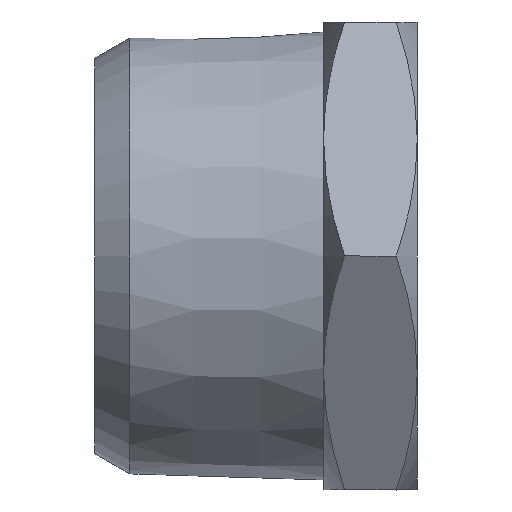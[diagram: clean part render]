
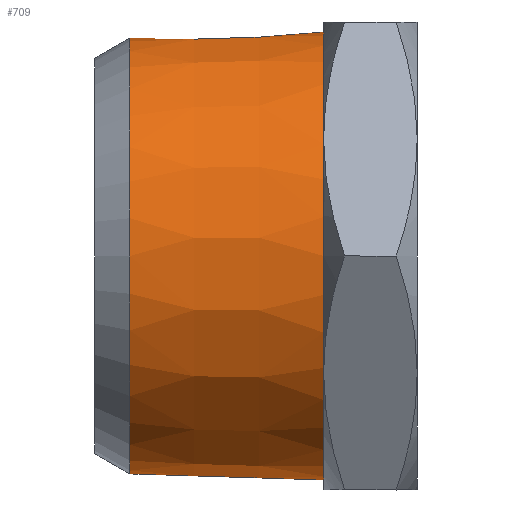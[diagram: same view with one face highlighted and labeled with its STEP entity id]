
A CAD part, left-side view. The second image highlights one B-rep face of the part: STEP entity #709.
In plain terms, the highlighted conical face has half-angle 1.79 degrees and reference radius 20.95 mm.
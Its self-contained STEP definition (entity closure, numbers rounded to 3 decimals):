
#4 = FACE_BOUND ( 'NONE', #106, .T. ) ;
#7 = CONICAL_SURFACE ( 'NONE', #212, 20.95, 0.031 ) ;
#62 = FACE_OUTER_BOUND ( 'NONE', #100, .T. ) ;
#100 = EDGE_LOOP ( 'NONE', ( #807 ) ) ;
#106 = EDGE_LOOP ( 'NONE', ( #754 ) ) ;
#108 = CIRCLE ( 'NONE', #251, 20.95 ) ;
#111 = CIRCLE ( 'NONE', #241, 21.532 ) ;
#212 = AXIS2_PLACEMENT_3D ( 'NONE', #394, #393, #395 ) ;
#241 = AXIS2_PLACEMENT_3D ( 'NONE', #496, #495, #493 ) ;
#251 = AXIS2_PLACEMENT_3D ( 'NONE', #677, #676, #675 ) ;
#255 = EDGE_CURVE ( 'NONE', #729, #729, #108, .T. ) ;
#285 = EDGE_CURVE ( 'NONE', #725, #725, #111, .T. ) ;
#326 = CARTESIAN_POINT ( 'NONE',  ( 0., 9., -21.532 ) ) ;
#337 = CARTESIAN_POINT ( 'NONE',  ( 0., 27.623, -20.95 ) ) ;
#393 = DIRECTION ( 'NONE',  ( 0., -1., 0. ) ) ;
#394 = CARTESIAN_POINT ( 'NONE',  ( 0., 27.623, 0. ) ) ;
#395 = DIRECTION ( 'NONE',  ( 0., 0., -1. ) ) ;
#493 = DIRECTION ( 'NONE',  ( 0., 0., -1. ) ) ;
#495 = DIRECTION ( 'NONE',  ( 0., -1., 0. ) ) ;
#496 = CARTESIAN_POINT ( 'NONE',  ( 0., 9., 0. ) ) ;
#675 = DIRECTION ( 'NONE',  ( 0., 0., -1. ) ) ;
#676 = DIRECTION ( 'NONE',  ( 0., 1., 0. ) ) ;
#677 = CARTESIAN_POINT ( 'NONE',  ( 0., 27.623, 0. ) ) ;
#709 = ADVANCED_FACE ( 'NONE', ( #4, #62 ), #7, .T. ) ;
#725 = VERTEX_POINT ( 'NONE', #326 ) ;
#729 = VERTEX_POINT ( 'NONE', #337 ) ;
#754 = ORIENTED_EDGE ( 'NONE', *, *, #255, .F. ) ;
#807 = ORIENTED_EDGE ( 'NONE', *, *, #285, .F. ) ;
